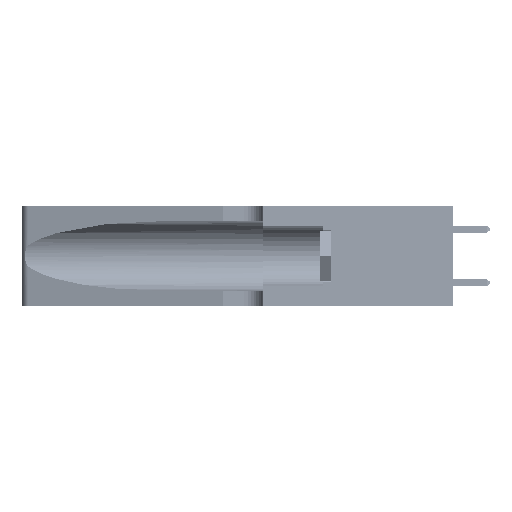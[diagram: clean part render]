
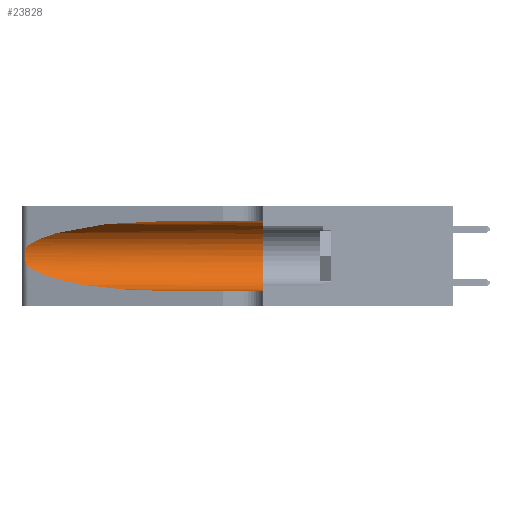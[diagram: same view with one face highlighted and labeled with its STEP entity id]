
A CAD part, left-side view. The second image highlights one B-rep face of the part: STEP entity #23828.
In plain terms, the highlighted cylindrical face has radius 3.308 mm (diameter 6.617 mm), a partial arc.
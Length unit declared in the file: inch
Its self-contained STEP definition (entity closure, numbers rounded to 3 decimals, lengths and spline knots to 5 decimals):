
#903 = VERTEX_POINT ( 'NONE', #49711 ) ;
#1459 = CARTESIAN_POINT ( 'NONE',  ( 0.18966, 0.96281, 0.31525 ) ) ;
#1506 = EDGE_CURVE ( 'NONE', #903, #52050, #5451, .T. ) ;
#1723 = DIRECTION ( 'NONE',  ( 0., -1., 0. ) ) ;
#3109 = CARTESIAN_POINT ( 'NONE',  ( 0.26075, 1.23896, 0.178 ) ) ;
#3555 = VECTOR ( 'NONE', #45074, 39.37008 ) ;
#4071 = ORIENTED_EDGE ( 'NONE', *, *, #50028, .T. ) ;
#4870 = DIRECTION ( 'NONE',  ( 0., 1., 0. ) ) ;
#5451 = LINE ( 'NONE', #9350, #3555 ) ;
#5788 = LINE ( 'NONE', #25614, #33535 ) ;
#5858 = CARTESIAN_POINT ( 'NONE',  ( 0.1305, 0.72297, 0.31525 ) ) ;
#7166 = CARTESIAN_POINT ( 'NONE',  ( 0.25487, 1.22718, 0.14631 ) ) ;
#7181 = CYLINDRICAL_SURFACE ( 'NONE', #16595, 0.13025 ) ;
#7853 = CARTESIAN_POINT ( 'NONE',  ( 0.1305, 0.72297, 0.05475 ) ) ;
#8503 = EDGE_CURVE ( 'NONE', #903, #25174, #38608, .T. ) ;
#8939 = DIRECTION ( 'NONE',  ( 0., 0., 1. ) ) ;
#9350 = CARTESIAN_POINT ( 'NONE',  ( 0.1305, 1.61858, 0.31525 ) ) ;
#11003 = VERTEX_POINT ( 'NONE', #34115 ) ;
#11731 = CARTESIAN_POINT ( 'NONE',  ( 0.26017, 1.23833, 0.17102 ) ) ;
#12733 = CARTESIAN_POINT ( 'NONE',  ( 0.1305, 0.35, 0.31525 ) ) ;
#12911 = DIRECTION ( 'NONE',  ( 0., -1., 0. ) ) ;
#13246 = CARTESIAN_POINT ( 'NONE',  ( 0.25487, 1.22718, 0.22369 ) ) ;
#13581 = EDGE_CURVE ( 'NONE', #24513, #26832, #24426, .T. ) ;
#14482 = CARTESIAN_POINT ( 'NONE',  ( 0.25487, 1.22718, 0.22369 ) ) ;
#15394 = ORIENTED_EDGE ( 'NONE', *, *, #8503, .T. ) ;
#16118 = ORIENTED_EDGE ( 'NONE', *, *, #41872, .F. ) ;
#16145 = CIRCLE ( 'NONE', #35321, 0.13025 ) ;
#16595 = AXIS2_PLACEMENT_3D ( 'NONE', #29204, #1723, #46082 ) ;
#17305 = FACE_OUTER_BOUND ( 'NONE', #42968, .T. ) ;
#19046 = CARTESIAN_POINT ( 'NONE',  ( 0.2373, 1.15595, 0.08982 ) ) ;
#23032 = ORIENTED_EDGE ( 'NONE', *, *, #1506, .F. ) ;
#23558 = CARTESIAN_POINT ( 'NONE',  ( 0.25789, 1.23486, 0.15765 ) ) ;
#23828 = ADVANCED_FACE ( 'NONE', ( #17305 ), #7181, .F. ) ;
#24426 =( BOUNDED_CURVE ( )  B_SPLINE_CURVE ( 3, ( #30989, #19046, #35028, #31158 ),
 .UNSPECIFIED., .F., .F. ) 
 B_SPLINE_CURVE_WITH_KNOTS ( ( 4, 4 ),
 ( 3.44316, 4.71239 ),
 .UNSPECIFIED. ) 
 CURVE ( )  GEOMETRIC_REPRESENTATION_ITEM ( )  RATIONAL_B_SPLINE_CURVE ( ( 1., 0.87, 0.87, 1. ) ) 
 REPRESENTATION_ITEM ( '' )  );
#24513 = VERTEX_POINT ( 'NONE', #24594 ) ;
#24594 = CARTESIAN_POINT ( 'NONE',  ( 0.25487, 1.22718, 0.14631 ) ) ;
#25174 = VERTEX_POINT ( 'NONE', #13246 ) ;
#25515 = CARTESIAN_POINT ( 'NONE',  ( 0.1305, 0.35, 0.185 ) ) ;
#25614 = CARTESIAN_POINT ( 'NONE',  ( 0.1305, 1.61858, 0.05475 ) ) ;
#26832 = VERTEX_POINT ( 'NONE', #7853 ) ;
#27426 = CARTESIAN_POINT ( 'NONE',  ( 0.25555, 1.22993, 0.14849 ) ) ;
#28380 = ORIENTED_EDGE ( 'NONE', *, *, #13581, .T. ) ;
#29204 = CARTESIAN_POINT ( 'NONE',  ( 0.1305, 1.61858, 0.185 ) ) ;
#30492 = CARTESIAN_POINT ( 'NONE',  ( 0.2373, 1.15595, 0.28018 ) ) ;
#30529 = ORIENTED_EDGE ( 'NONE', *, *, #32745, .T. ) ;
#30989 = CARTESIAN_POINT ( 'NONE',  ( 0.25487, 1.22718, 0.14631 ) ) ;
#31158 = CARTESIAN_POINT ( 'NONE',  ( 0.1305, 0.72297, 0.05475 ) ) ;
#31302 = CARTESIAN_POINT ( 'NONE',  ( 0.25639, 1.23186, 0.15144 ) ) ;
#31827 = CARTESIAN_POINT ( 'NONE',  ( 0.25787, 1.23484, 0.2124 ) ) ;
#32745 = EDGE_CURVE ( 'NONE', #25174, #24513, #50853, .T. ) ;
#33535 = VECTOR ( 'NONE', #12911, 39.37008 ) ;
#34115 = CARTESIAN_POINT ( 'NONE',  ( 0.1305, 0.35, 0.05475 ) ) ;
#35028 = CARTESIAN_POINT ( 'NONE',  ( 0.18966, 0.96281, 0.05475 ) ) ;
#35321 = AXIS2_PLACEMENT_3D ( 'NONE', #25515, #4870, #8939 ) ;
#38608 =( BOUNDED_CURVE ( )  B_SPLINE_CURVE ( 3, ( #5858, #1459, #30492, #14482 ),
 .UNSPECIFIED., .F., .T. ) 
 B_SPLINE_CURVE_WITH_KNOTS ( ( 4, 4 ),
 ( 1.5708, 2.84003 ),
 .UNSPECIFIED. ) 
 CURVE ( )  GEOMETRIC_REPRESENTATION_ITEM ( )  RATIONAL_B_SPLINE_CURVE ( ( 1., 0.87, 0.87, 1. ) ) 
 REPRESENTATION_ITEM ( '' )  );
#39903 = CARTESIAN_POINT ( 'NONE',  ( 0.25856, 1.23593, 0.16098 ) ) ;
#41872 = EDGE_CURVE ( 'NONE', #52050, #11003, #16145, .T. ) ;
#42968 = EDGE_LOOP ( 'NONE', ( #15394, #30529, #28380, #4071, #16118, #23032 ) ) ;
#43594 = CARTESIAN_POINT ( 'NONE',  ( 0.26018, 1.23835, 0.19895 ) ) ;
#43762 = CARTESIAN_POINT ( 'NONE',  ( 0.25854, 1.2359, 0.20912 ) ) ;
#45074 = DIRECTION ( 'NONE',  ( 0., -1., 0. ) ) ;
#46082 = DIRECTION ( 'NONE',  ( 0., 0., -1. ) ) ;
#47658 = CARTESIAN_POINT ( 'NONE',  ( 0.25639, 1.23184, 0.21858 ) ) ;
#47828 = CARTESIAN_POINT ( 'NONE',  ( 0.25555, 1.22994, 0.2215 ) ) ;
#49711 = CARTESIAN_POINT ( 'NONE',  ( 0.1305, 0.72297, 0.31525 ) ) ;
#50028 = EDGE_CURVE ( 'NONE', #26832, #11003, #5788, .T. ) ;
#50853 = B_SPLINE_CURVE_WITH_KNOTS ( 'NONE', 3,
 ( #52052, #47828, #47658, #31827, #43762, #43594, #51342, #3109, #11731, #39903, #23558, #31302, #27426, #7166 ),
 .UNSPECIFIED., .F., .F.,
 ( 4, 2, 2, 2, 2, 2, 4 ),
 ( 0., 0.00027, 0.00053, 0.00107, 0.0016, 0.00187, 0.00214 ),
 .UNSPECIFIED. ) ;
#51342 = CARTESIAN_POINT ( 'NONE',  ( 0.26075, 1.23896, 0.19203 ) ) ;
#52050 = VERTEX_POINT ( 'NONE', #12733 ) ;
#52052 = CARTESIAN_POINT ( 'NONE',  ( 0.25487, 1.22718, 0.22369 ) ) ;
